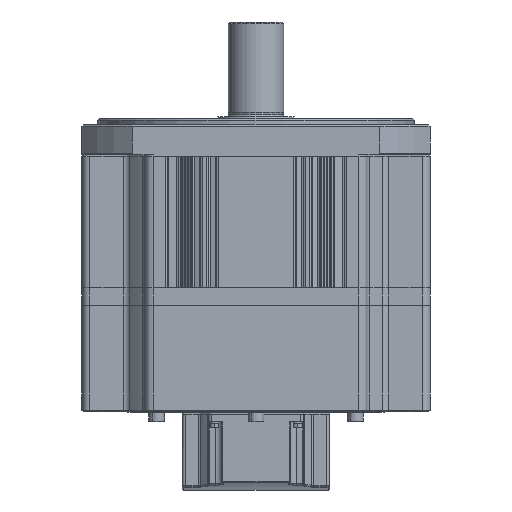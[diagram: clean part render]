
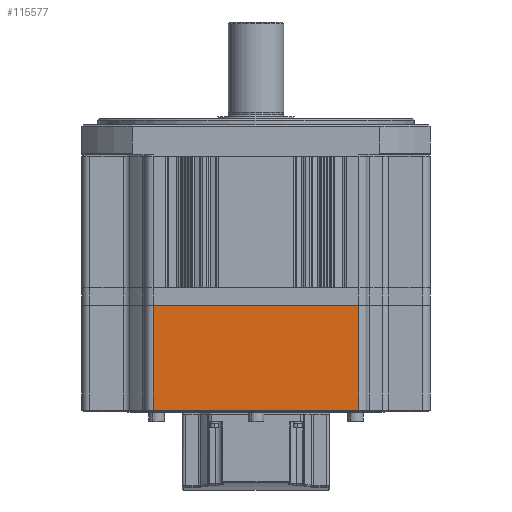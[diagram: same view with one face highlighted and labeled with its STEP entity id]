
A CAD part, front view. The second image highlights one B-rep face of the part: STEP entity #115577.
In plain terms, the highlighted planar face has unit normal (0, -1, 0).
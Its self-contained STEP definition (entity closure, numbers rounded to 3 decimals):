
#14053 = VERTEX_POINT ( 'NONE', #117884 ) ;
#14108 = VERTEX_POINT ( 'NONE', #117896 ) ;
#14122 = VERTEX_POINT ( 'NONE', #117893 ) ;
#14154 = VERTEX_POINT ( 'NONE', #117871 ) ;
#52513 = LINE ( 'NONE', #52517, #54611 ) ;
#52517 = CARTESIAN_POINT ( 'NONE',  ( 65., -110., -94.2 ) ) ;
#52518 = DIRECTION ( 'NONE',  ( -1., 0., 0. ) ) ;
#52881 = LINE ( 'NONE', #52949, #54741 ) ;
#52892 = DIRECTION ( 'NONE',  ( 1., 0., 0. ) ) ;
#52897 = CARTESIAN_POINT ( 'NONE',  ( 65., -110., -164.7 ) ) ;
#52910 = LINE ( 'NONE', #52912, #54723 ) ;
#52912 = CARTESIAN_POINT ( 'NONE',  ( -65., -110., -164.7 ) ) ;
#52920 = DIRECTION ( 'NONE',  ( 0., 0., 1. ) ) ;
#52924 = DIRECTION ( 'NONE',  ( 0., 0., 1. ) ) ;
#52939 = LINE ( 'NONE', #52897, #54728 ) ;
#52949 = CARTESIAN_POINT ( 'NONE',  ( 0., -110., -160.2 ) ) ;
#54611 = VECTOR ( 'NONE', #52518, 1000. ) ;
#54723 = VECTOR ( 'NONE', #52924, 1000. ) ;
#54728 = VECTOR ( 'NONE', #52920, 1000. ) ;
#54741 = VECTOR ( 'NONE', #52892, 1000. ) ;
#71075 = ORIENTED_EDGE ( 'NONE', *, *, #116822, .T. ) ;
#71202 = ORIENTED_EDGE ( 'NONE', *, *, #116828, .F. ) ;
#71238 = ORIENTED_EDGE ( 'NONE', *, *, #116758, .T. ) ;
#71283 = ORIENTED_EDGE ( 'NONE', *, *, #116821, .T. ) ;
#77564 = AXIS2_PLACEMENT_3D ( 'NONE', #79327, #79341, #79334 ) ;
#79327 = CARTESIAN_POINT ( 'NONE',  ( 0., -110., -164.7 ) ) ;
#79330 = PLANE ( 'NONE',  #77564 ) ;
#79333 = FACE_OUTER_BOUND ( 'NONE', #85440, .T. ) ;
#79334 = DIRECTION ( 'NONE',  ( 1., 0., 0. ) ) ;
#79341 = DIRECTION ( 'NONE',  ( 0., 1., 0. ) ) ;
#85440 = EDGE_LOOP ( 'NONE', ( #71202, #71283, #71075, #71238 ) ) ;
#115577 = ADVANCED_FACE ( 'NONE', ( #79333 ), #79330, .F. ) ;
#116758 = EDGE_CURVE ( 'NONE', #14108, #14122, #52513, .T. ) ;
#116821 = EDGE_CURVE ( 'NONE', #14154, #14053, #52881, .T. ) ;
#116822 = EDGE_CURVE ( 'NONE', #14053, #14108, #52939, .T. ) ;
#116828 = EDGE_CURVE ( 'NONE', #14154, #14122, #52910, .T. ) ;
#117871 = CARTESIAN_POINT ( 'NONE',  ( -65., -110., -160.2 ) ) ;
#117884 = CARTESIAN_POINT ( 'NONE',  ( 65., -110., -160.2 ) ) ;
#117893 = CARTESIAN_POINT ( 'NONE',  ( -65., -110., -94.2 ) ) ;
#117896 = CARTESIAN_POINT ( 'NONE',  ( 65., -110., -94.2 ) ) ;
